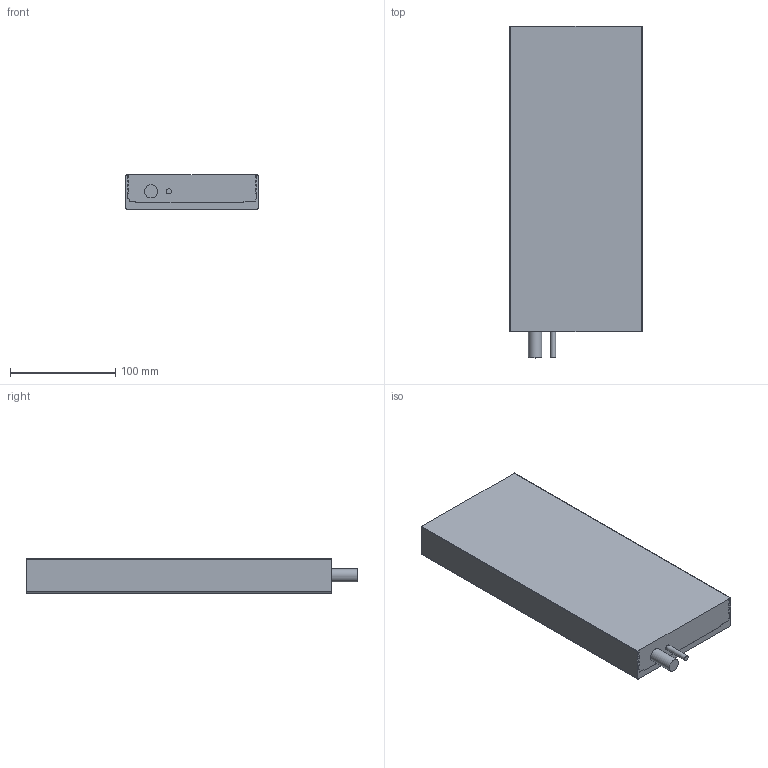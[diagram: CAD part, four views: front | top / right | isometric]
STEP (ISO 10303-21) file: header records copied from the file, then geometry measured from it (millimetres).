
FILE_DESCRIPTION( ( 'STEP AP214' ), '1' );
FILE_NAME( 'Coilunit TB15.stp', '2007-10-19T06:52:19', ( ' ' ), ( ' ' ), 'XStep 1.0', ' ', ' ' );
FILE_SCHEMA( ( 'CONFIG_CONTROL_DESIGN) ( )' ) );
Length unit declared in the file: metre
Products named in the file (1): 1
Bounding box: 125.5 x 314.9 x 32.39 mm (x, y, z)
Volume: 1180079.8 mm3; surface area: 103756.1 mm2
Topology: 1 solids, 1 shells, 337 faces, 877 edges, 585 vertices
Faces by surface type: plane 215, cylinder 122
Full cylindrical faces by diameter (mm): 2.5 x3, 5 x14, 12.5 x1
Entity records: 10259 total; most frequent: CARTESIAN_POINT 1780, DIRECTION 1778, ORIENTED_EDGE 1716, EDGE_CURVE 858, LINE 614, VECTOR 614, VERTEX_POINT 584, AXIS2_PLACEMENT_3D 582
